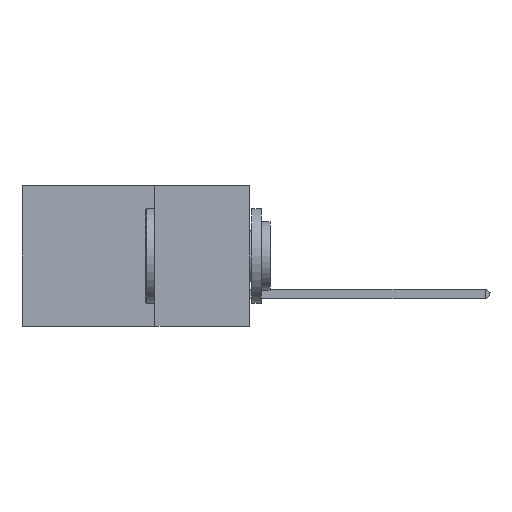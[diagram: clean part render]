
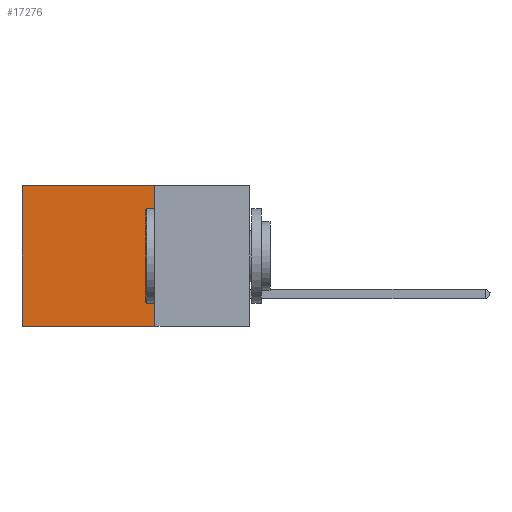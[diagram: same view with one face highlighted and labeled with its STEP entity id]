
A CAD part, left-side view. The second image highlights one B-rep face of the part: STEP entity #17276.
In plain terms, the highlighted planar face has unit normal (-1, 0, 0).
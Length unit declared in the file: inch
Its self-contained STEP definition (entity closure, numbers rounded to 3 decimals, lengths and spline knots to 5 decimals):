
#42 = VECTOR ( 'NONE', #6425, 39.37008 ) ;
#1121 = CARTESIAN_POINT ( 'NONE',  ( 0.2875, 0.25, -0.37 ) ) ;
#1265 = LINE ( 'NONE', #19889, #7943 ) ;
#1437 = CARTESIAN_POINT ( 'NONE',  ( 0.2875, 0.25, -0.37 ) ) ;
#2415 = CARTESIAN_POINT ( 'NONE',  ( 0.2875, 0.6, 0. ) ) ;
#3123 = EDGE_CURVE ( 'NONE', #27957, #12260, #8325, .T. ) ;
#3413 = ORIENTED_EDGE ( 'NONE', *, *, #11482, .T. ) ;
#4315 = DIRECTION ( 'NONE',  ( 0., 0., -1. ) ) ;
#5572 = CARTESIAN_POINT ( 'NONE',  ( 0.2875, 0.6, -0.37 ) ) ;
#5599 = CARTESIAN_POINT ( 'NONE',  ( 0.2875, 0.25, 0. ) ) ;
#6425 = DIRECTION ( 'NONE',  ( 0., 1., 0. ) ) ;
#7943 = VECTOR ( 'NONE', #4315, 39.37008 ) ;
#8114 = DIRECTION ( 'NONE',  ( 0., 0., -1. ) ) ;
#8325 = LINE ( 'NONE', #1121, #17961 ) ;
#8583 = AXIS2_PLACEMENT_3D ( 'NONE', #36880, #16261, #13314 ) ;
#9149 = LINE ( 'NONE', #24498, #42 ) ;
#10368 = DIRECTION ( 'NONE',  ( 0., 1., 0. ) ) ;
#10397 = VECTOR ( 'NONE', #8114, 39.37008 ) ;
#11482 = EDGE_CURVE ( 'NONE', #30387, #12260, #1265, .T. ) ;
#12260 = VERTEX_POINT ( 'NONE', #5572 ) ;
#13314 = DIRECTION ( 'NONE',  ( 0., 0., -1. ) ) ;
#14697 = LINE ( 'NONE', #38918, #10397 ) ;
#16261 = DIRECTION ( 'NONE',  ( 1., 0., 0. ) ) ;
#17050 = FACE_OUTER_BOUND ( 'NONE', #19286, .T. ) ;
#17276 = ADVANCED_FACE ( 'NONE', ( #17050 ), #24947, .F. ) ;
#17961 = VECTOR ( 'NONE', #10368, 39.37008 ) ;
#19286 = EDGE_LOOP ( 'NONE', ( #3413, #26045, #22998, #21987 ) ) ;
#19889 = CARTESIAN_POINT ( 'NONE',  ( 0.2875, 0.6, 0. ) ) ;
#21322 = VERTEX_POINT ( 'NONE', #5599 ) ;
#21987 = ORIENTED_EDGE ( 'NONE', *, *, #28644, .T. ) ;
#22998 = ORIENTED_EDGE ( 'NONE', *, *, #35522, .F. ) ;
#24498 = CARTESIAN_POINT ( 'NONE',  ( 0.2875, 0.25, 0. ) ) ;
#24947 = PLANE ( 'NONE',  #8583 ) ;
#26045 = ORIENTED_EDGE ( 'NONE', *, *, #3123, .F. ) ;
#27957 = VERTEX_POINT ( 'NONE', #1437 ) ;
#28644 = EDGE_CURVE ( 'NONE', #21322, #30387, #9149, .T. ) ;
#30387 = VERTEX_POINT ( 'NONE', #2415 ) ;
#35522 = EDGE_CURVE ( 'NONE', #21322, #27957, #14697, .T. ) ;
#36880 = CARTESIAN_POINT ( 'NONE',  ( 0.2875, 0.25, 0. ) ) ;
#38918 = CARTESIAN_POINT ( 'NONE',  ( 0.2875, 0.25, 0. ) ) ;
